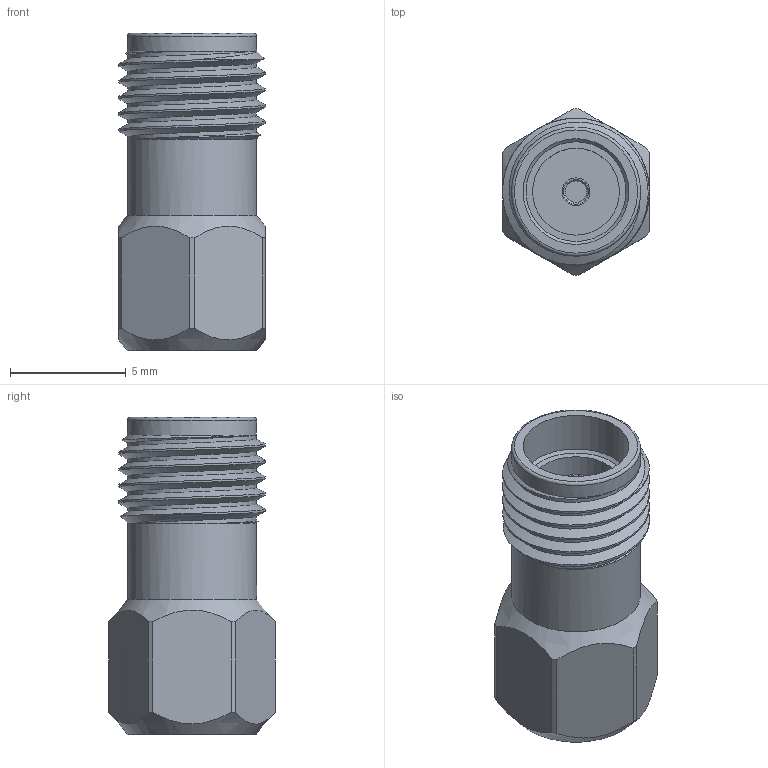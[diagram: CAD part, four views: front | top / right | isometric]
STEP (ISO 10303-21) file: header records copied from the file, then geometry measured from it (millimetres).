
FILE_DESCRIPTION (( 'STEP AP203' ), '1' );
FILE_NAME ('PE6073_3D.step', '2022-03-15T15:14:14', ( '' ), ( '' ), 'SwSTEP 2.0', 'SolidWorks 2021', '' );
FILE_SCHEMA (( 'CONFIG_CONTROL_DESIGN' ));
Length unit declared in the file: inch
Products named in the file (1): PE6073_3D
Bounding box: 6.35 x 7.21 x 13.72 mm (x, y, z)
Volume: 328.3 mm3; surface area: 460.5 mm2
Topology: 1 solids, 1 shells, 43 faces, 108 edges, 70 vertices
Faces by surface type: plane 19, cylinder 13, cone 7, bspline 3, torus 1
Full cylindrical faces by diameter (mm): 0.94 x1, 1.194 x1, 3.759 x1, 4.572 x1, 5.582 x2
Entity records: 3250 total; most frequent: CARTESIAN_POINT 2258, ORIENTED_EDGE 184, DIRECTION 180, EDGE_CURVE 92, AXIS2_PLACEMENT_3D 76, VERTEX_POINT 64, EDGE_LOOP 56, FACE_OUTER_BOUND 50
